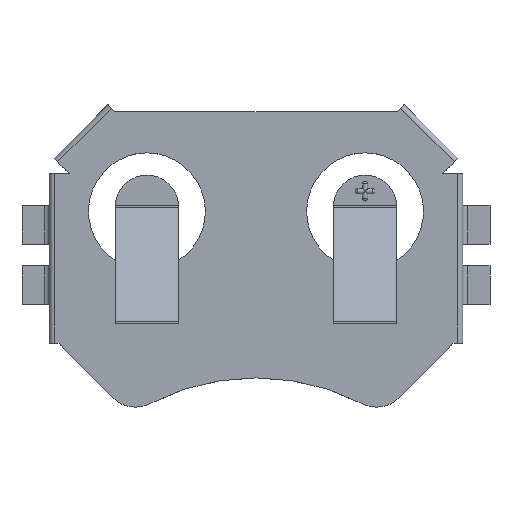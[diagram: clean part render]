
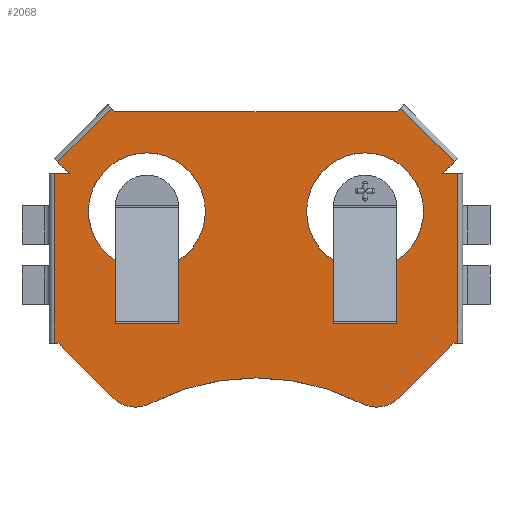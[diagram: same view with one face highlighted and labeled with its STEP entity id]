
A CAD part, top view. The second image highlights one B-rep face of the part: STEP entity #2068.
In plain terms, the highlighted planar face has unit normal (0, 0, 1).
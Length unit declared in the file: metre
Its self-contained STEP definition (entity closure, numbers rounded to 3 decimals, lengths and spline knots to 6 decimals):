
#141=LINE('',#3142,#365);
#143=LINE('',#3149,#367);
#151=LINE('',#3168,#375);
#159=LINE('',#3185,#383);
#166=LINE('',#3204,#390);
#173=LINE('',#3218,#397);
#192=LINE('',#3273,#416);
#194=LINE('',#3280,#418);
#196=LINE('',#3285,#420);
#197=LINE('',#3286,#421);
#198=LINE('',#3287,#422);
#199=LINE('',#3288,#423);
#200=LINE('',#3289,#424);
#201=LINE('',#3290,#425);
#202=LINE('',#3298,#426);
#203=LINE('',#3299,#427);
#204=LINE('',#3302,#428);
#205=LINE('',#3304,#429);
#206=LINE('',#3307,#430);
#207=LINE('',#3310,#431);
#208=LINE('',#3312,#432);
#365=VECTOR('',#2474,1.);
#367=VECTOR('',#2482,1.);
#375=VECTOR('',#2496,1.);
#383=VECTOR('',#2510,1.);
#390=VECTOR('',#2525,1.);
#397=VECTOR('',#2538,1.);
#416=VECTOR('',#2609,1.);
#418=VECTOR('',#2617,1.);
#420=VECTOR('',#2623,1.);
#421=VECTOR('',#2624,1.);
#422=VECTOR('',#2625,1.);
#423=VECTOR('',#2626,1.);
#424=VECTOR('',#2627,1.);
#425=VECTOR('',#2628,1.);
#426=VECTOR('',#2635,1.);
#427=VECTOR('',#2636,1.);
#428=VECTOR('',#2637,1.);
#429=VECTOR('',#2638,1.);
#430=VECTOR('',#2641,1.);
#431=VECTOR('',#2642,1.);
#432=VECTOR('',#2643,1.);
#727=ORIENTED_EDGE('',*,*,#1223,.F.);
#728=ORIENTED_EDGE('',*,*,#1297,.T.);
#729=ORIENTED_EDGE('',*,*,#1219,.T.);
#730=ORIENTED_EDGE('',*,*,#1250,.F.);
#731=ORIENTED_EDGE('',*,*,#1298,.T.);
#732=ORIENTED_EDGE('',*,*,#1258,.F.);
#733=ORIENTED_EDGE('',*,*,#1299,.F.);
#734=ORIENTED_EDGE('',*,*,#1232,.F.);
#735=ORIENTED_EDGE('',*,*,#1300,.T.);
#736=ORIENTED_EDGE('',*,*,#1241,.F.);
#737=ORIENTED_EDGE('',*,*,#1294,.F.);
#738=ORIENTED_EDGE('',*,*,#1301,.T.);
#739=ORIENTED_EDGE('',*,*,#1290,.T.);
#740=ORIENTED_EDGE('',*,*,#1302,.T.);
#741=ORIENTED_EDGE('',*,*,#1303,.T.);
#742=ORIENTED_EDGE('',*,*,#1304,.F.);
#743=ORIENTED_EDGE('',*,*,#1305,.F.);
#744=ORIENTED_EDGE('',*,*,#1306,.F.);
#745=ORIENTED_EDGE('',*,*,#1307,.F.);
#746=ORIENTED_EDGE('',*,*,#1308,.T.);
#747=ORIENTED_EDGE('',*,*,#1309,.T.);
#748=ORIENTED_EDGE('',*,*,#1310,.F.);
#749=ORIENTED_EDGE('',*,*,#1311,.F.);
#750=ORIENTED_EDGE('',*,*,#1312,.T.);
#751=ORIENTED_EDGE('',*,*,#1313,.T.);
#752=ORIENTED_EDGE('',*,*,#1314,.F.);
#1219=EDGE_CURVE('',#1528,#1527,#141,.T.);
#1223=EDGE_CURVE('',#1529,#1530,#143,.T.);
#1232=EDGE_CURVE('',#1537,#1538,#151,.T.);
#1241=EDGE_CURVE('',#1543,#1544,#159,.T.);
#1250=EDGE_CURVE('',#1551,#1527,#166,.T.);
#1258=EDGE_CURVE('',#1555,#1556,#173,.T.);
#1290=EDGE_CURVE('',#1566,#1565,#192,.T.);
#1294=EDGE_CURVE('',#1567,#1543,#194,.T.);
#1297=EDGE_CURVE('',#1529,#1528,#196,.F.);
#1298=EDGE_CURVE('',#1551,#1556,#197,.F.);
#1299=EDGE_CURVE('',#1538,#1555,#198,.T.);
#1300=EDGE_CURVE('',#1537,#1544,#199,.F.);
#1301=EDGE_CURVE('',#1567,#1566,#200,.T.);
#1302=EDGE_CURVE('',#1565,#1569,#201,.T.);
#1303=EDGE_CURVE('',#1569,#1570,#1679,.T.);
#1304=EDGE_CURVE('',#1571,#1570,#1680,.T.);
#1305=EDGE_CURVE('',#1572,#1571,#1681,.T.);
#1306=EDGE_CURVE('',#1530,#1572,#202,.T.);
#1307=EDGE_CURVE('',#1573,#1574,#203,.T.);
#1308=EDGE_CURVE('',#1573,#1575,#204,.F.);
#1309=EDGE_CURVE('',#1575,#1576,#205,.T.);
#1310=EDGE_CURVE('',#1574,#1576,#1682,.T.);
#1311=EDGE_CURVE('',#1577,#1578,#206,.T.);
#1312=EDGE_CURVE('',#1577,#1579,#207,.F.);
#1313=EDGE_CURVE('',#1579,#1580,#208,.T.);
#1314=EDGE_CURVE('',#1578,#1580,#1683,.T.);
#1527=VERTEX_POINT('',#3141);
#1528=VERTEX_POINT('',#3143);
#1529=VERTEX_POINT('',#3148);
#1530=VERTEX_POINT('',#3150);
#1537=VERTEX_POINT('',#3167);
#1538=VERTEX_POINT('',#3169);
#1543=VERTEX_POINT('',#3184);
#1544=VERTEX_POINT('',#3186);
#1551=VERTEX_POINT('',#3203);
#1555=VERTEX_POINT('',#3217);
#1556=VERTEX_POINT('',#3219);
#1565=VERTEX_POINT('',#3272);
#1566=VERTEX_POINT('',#3274);
#1567=VERTEX_POINT('',#3279);
#1569=VERTEX_POINT('',#3291);
#1570=VERTEX_POINT('',#3293);
#1571=VERTEX_POINT('',#3295);
#1572=VERTEX_POINT('',#3297);
#1573=VERTEX_POINT('',#3300);
#1574=VERTEX_POINT('',#3301);
#1575=VERTEX_POINT('',#3303);
#1576=VERTEX_POINT('',#3305);
#1577=VERTEX_POINT('',#3308);
#1578=VERTEX_POINT('',#3309);
#1579=VERTEX_POINT('',#3311);
#1580=VERTEX_POINT('',#3313);
#1679=CIRCLE('',#2231,0.001631);
#1680=CIRCLE('',#2232,0.011884);
#1681=CIRCLE('',#2233,0.001631);
#1682=CIRCLE('',#2234,0.003);
#1683=CIRCLE('',#2235,0.003);
#1753=EDGE_LOOP('',(#727,#728,#729,#730,#731,#732,#733,#734,#735,#736,#737,
#738,#739,#740,#741,#742,#743,#744));
#1754=EDGE_LOOP('',(#745,#746,#747,#748));
#1755=EDGE_LOOP('',(#749,#750,#751,#752));
#1874=FACE_BOUND('',#1753,.T.);
#1875=FACE_BOUND('',#1754,.T.);
#1876=FACE_BOUND('',#1755,.T.);
#1991=PLANE('',#2230);
#2068=ADVANCED_FACE('',(#1874,#1875,#1876),#1991,.T.);
#2230=AXIS2_PLACEMENT_3D('',#3284,#2621,#2622);
#2231=AXIS2_PLACEMENT_3D('',#3292,#2629,#2630);
#2232=AXIS2_PLACEMENT_3D('',#3294,#2631,#2632);
#2233=AXIS2_PLACEMENT_3D('',#3296,#2633,#2634);
#2234=AXIS2_PLACEMENT_3D('',#3306,#2639,#2640);
#2235=AXIS2_PLACEMENT_3D('',#3314,#2644,#2645);
#2474=DIRECTION('',(-1.,0.,0.));
#2482=DIRECTION('',(-1.,0.,0.));
#2496=DIRECTION('',(0.707,-0.707,0.));
#2510=DIRECTION('',(-0.707,0.707,0.));
#2525=DIRECTION('',(-0.707,-0.707,0.));
#2538=DIRECTION('',(0.707,0.707,0.));
#2609=DIRECTION('',(1.,0.,0.));
#2617=DIRECTION('',(1.,0.,0.));
#2621=DIRECTION('',(0.,0.,1.));
#2622=DIRECTION('',(1.,0.,0.));
#2623=DIRECTION('',(0.,-1.,0.));
#2624=DIRECTION('',(0.707,-0.707,0.));
#2625=DIRECTION('',(1.,0.,0.));
#2626=DIRECTION('',(0.707,0.707,0.));
#2627=DIRECTION('',(0.,-1.,0.));
#2628=DIRECTION('',(0.701,-0.713,0.));
#2629=DIRECTION('',(0.,0.,1.));
#2630=DIRECTION('',(1.,0.,0.));
#2631=DIRECTION('',(0.,0.,1.));
#2632=DIRECTION('',(1.,0.,0.));
#2633=DIRECTION('',(0.,0.,-1.));
#2634=DIRECTION('',(1.,0.,0.));
#2635=DIRECTION('',(-0.701,-0.713,0.));
#2636=DIRECTION('',(0.,1.,0.));
#2637=DIRECTION('',(1.,0.,0.));
#2638=DIRECTION('',(0.,1.,0.));
#2639=DIRECTION('',(0.,0.,1.));
#2640=DIRECTION('',(1.,0.,0.));
#2641=DIRECTION('',(0.,1.,0.));
#2642=DIRECTION('',(1.,0.,0.));
#2643=DIRECTION('',(0.,1.,0.));
#2644=DIRECTION('',(0.,0.,1.));
#2645=DIRECTION('',(1.,0.,0.));
#3141=CARTESIAN_POINT('',(0.009575,0.004438,0.0036));
#3142=CARTESIAN_POINT('',(0.01036,0.004438,0.0036));
#3143=CARTESIAN_POINT('',(0.01036,0.004438,0.0036));
#3148=CARTESIAN_POINT('',(0.01036,-0.004262,0.0036));
#3149=CARTESIAN_POINT('',(0.01036,-0.004262,0.0036));
#3150=CARTESIAN_POINT('',(0.01011,-0.004262,0.0036));
#3167=CARTESIAN_POINT('',(-0.00742,0.007787,0.0036));
#3168=CARTESIAN_POINT('',(-0.00742,0.007787,0.0036));
#3169=CARTESIAN_POINT('',(-0.007244,0.00761,0.0036));
#3184=CARTESIAN_POINT('',(-0.009575,0.004438,0.0036));
#3185=CARTESIAN_POINT('',(-0.010172,0.005035,0.0036));
#3186=CARTESIAN_POINT('',(-0.010172,0.005035,0.0036));
#3203=CARTESIAN_POINT('',(0.010172,0.005035,0.0036));
#3204=CARTESIAN_POINT('',(0.010172,0.005035,0.0036));
#3217=CARTESIAN_POINT('',(0.007244,0.00761,0.0036));
#3218=CARTESIAN_POINT('',(0.00742,0.007787,0.0036));
#3219=CARTESIAN_POINT('',(0.00742,0.007787,0.0036));
#3272=CARTESIAN_POINT('',(-0.01011,-0.004262,0.0036));
#3273=CARTESIAN_POINT('',(-0.01036,-0.004262,0.0036));
#3274=CARTESIAN_POINT('',(-0.01036,-0.004262,0.0036));
#3279=CARTESIAN_POINT('',(-0.01036,0.004438,0.0036));
#3280=CARTESIAN_POINT('',(-0.01036,0.004438,0.0036));
#3284=CARTESIAN_POINT('',(0.,0.000177,0.0036));
#3285=CARTESIAN_POINT('',(0.01036,0.000177,0.0036));
#3286=CARTESIAN_POINT('',(0.007515,0.007692,0.0036));
#3287=CARTESIAN_POINT('',(0.,0.00761,0.0036));
#3288=CARTESIAN_POINT('',(-0.007515,0.007692,0.0036));
#3289=CARTESIAN_POINT('',(-0.01036,-0.004262,0.0036));
#3290=CARTESIAN_POINT('',(-0.008733,-0.005662,0.0036));
#3291=CARTESIAN_POINT('',(-0.007355,-0.007063,0.0036));
#3292=CARTESIAN_POINT('',(-0.006192,-0.005919,0.0036));
#3293=CARTESIAN_POINT('',(-0.005445,-0.007369,0.0036));
#3294=CARTESIAN_POINT('',(0.,-0.017933,0.0036));
#3295=CARTESIAN_POINT('',(0.005445,-0.007369,0.0036));
#3296=CARTESIAN_POINT('',(0.006192,-0.005919,0.0036));
#3297=CARTESIAN_POINT('',(0.007355,-0.007063,0.0036));
#3298=CARTESIAN_POINT('',(0.008733,-0.005662,0.0036));
#3299=CARTESIAN_POINT('',(0.007225,-0.001611,0.0036));
#3300=CARTESIAN_POINT('',(0.007225,-0.003243,0.0036));
#3301=CARTESIAN_POINT('',(0.007225,-0.000022,0.0036));
#3302=CARTESIAN_POINT('',(0.003975,-0.003243,0.0036));
#3303=CARTESIAN_POINT('',(0.003975,-0.003243,0.0036));
#3304=CARTESIAN_POINT('',(0.003975,-0.001611,0.0036));
#3305=CARTESIAN_POINT('',(0.003975,-0.000022,0.0036));
#3306=CARTESIAN_POINT('',(0.0056,0.0025,0.0036));
#3307=CARTESIAN_POINT('',(-0.003975,-0.001611,0.0036));
#3308=CARTESIAN_POINT('',(-0.003975,-0.003243,0.0036));
#3309=CARTESIAN_POINT('',(-0.003975,-0.000022,0.0036));
#3310=CARTESIAN_POINT('',(0.,-0.003243,0.0036));
#3311=CARTESIAN_POINT('',(-0.007225,-0.003243,0.0036));
#3312=CARTESIAN_POINT('',(-0.007225,-0.001611,0.0036));
#3313=CARTESIAN_POINT('',(-0.007225,-0.000022,0.0036));
#3314=CARTESIAN_POINT('',(-0.0056,0.0025,0.0036));
